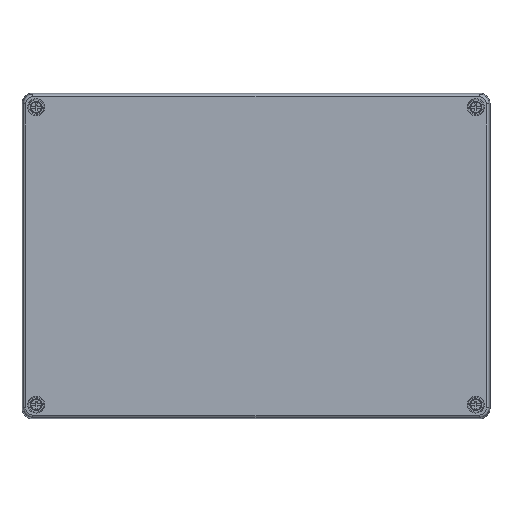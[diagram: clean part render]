
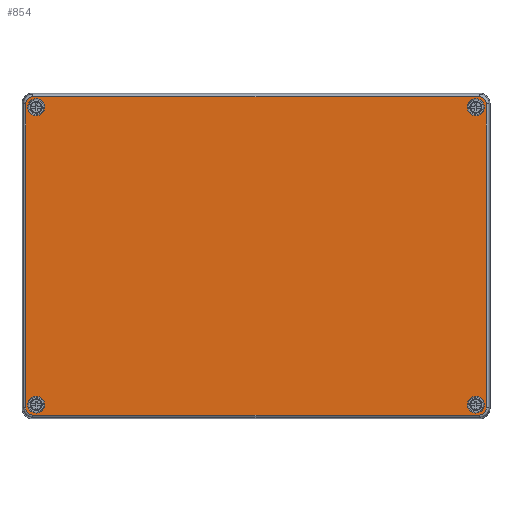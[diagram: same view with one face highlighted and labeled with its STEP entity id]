
A CAD part, top view. The second image highlights one B-rep face of the part: STEP entity #854.
In plain terms, the highlighted planar face has unit normal (0, 0, 1).
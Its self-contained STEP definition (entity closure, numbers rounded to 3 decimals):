
#854 = ADVANCED_FACE( '', ( #2010, #2011, #2012, #2013, #2014 ), #2015, .F. );
#2010 = FACE_BOUND( '', #3535, .T. );
#2011 = FACE_BOUND( '', #3536, .T. );
#2012 = FACE_BOUND( '', #3537, .T. );
#2013 = FACE_BOUND( '', #3538, .T. );
#2014 = FACE_OUTER_BOUND( '', #3539, .T. );
#2015 = PLANE( '', #3540 );
#3535 = EDGE_LOOP( '', ( #5780 ) );
#3536 = EDGE_LOOP( '', ( #5781 ) );
#3537 = EDGE_LOOP( '', ( #5782 ) );
#3538 = EDGE_LOOP( '', ( #5783 ) );
#3539 = EDGE_LOOP( '', ( #5784, #5785, #5786, #5787, #5788, #5789, #5790, #5791 ) );
#3540 = AXIS2_PLACEMENT_3D( '', #5792, #5793, #5794 );
#5780 = ORIENTED_EDGE( '', *, *, #8375, .T. );
#5781 = ORIENTED_EDGE( '', *, *, #8704, .T. );
#5782 = ORIENTED_EDGE( '', *, *, #8170, .T. );
#5783 = ORIENTED_EDGE( '', *, *, #8705, .T. );
#5784 = ORIENTED_EDGE( '', *, *, #8086, .T. );
#5785 = ORIENTED_EDGE( '', *, *, #8706, .F. );
#5786 = ORIENTED_EDGE( '', *, *, #8707, .T. );
#5787 = ORIENTED_EDGE( '', *, *, #8708, .F. );
#5788 = ORIENTED_EDGE( '', *, *, #8709, .F. );
#5789 = ORIENTED_EDGE( '', *, *, #8430, .T. );
#5790 = ORIENTED_EDGE( '', *, *, #8416, .F. );
#5791 = ORIENTED_EDGE( '', *, *, #8710, .T. );
#5792 = CARTESIAN_POINT( '', ( 185., 131.978, 41. ) );
#5793 = DIRECTION( '', ( 0., 0., -1. ) );
#5794 = DIRECTION( '', ( -1., 0., 0. ) );
#8086 = EDGE_CURVE( '', #9484, #9485, #9486, .T. );
#8170 = EDGE_CURVE( '', #9635, #9635, #9636, .T. );
#8375 = EDGE_CURVE( '', #9984, #9984, #9985, .T. );
#8416 = EDGE_CURVE( '', #10042, #10044, #10045, .T. );
#8430 = EDGE_CURVE( '', #10065, #10044, #10066, .T. );
#8704 = EDGE_CURVE( '', #10491, #10491, #10492, .T. );
#8705 = EDGE_CURVE( '', #10493, #10493, #10494, .T. );
#8706 = EDGE_CURVE( '', #10495, #9485, #10496, .T. );
#8707 = EDGE_CURVE( '', #10495, #10497, #10498, .T. );
#8708 = EDGE_CURVE( '', #10499, #10497, #10500, .T. );
#8709 = EDGE_CURVE( '', #10065, #10499, #10501, .T. );
#8710 = EDGE_CURVE( '', #10042, #9484, #10502, .T. );
#9484 = VERTEX_POINT( '', #11493 );
#9485 = VERTEX_POINT( '', #11494 );
#9486 = CIRCLE( '', #11495, 5.978 );
#9635 = VERTEX_POINT( '', #11696 );
#9636 = CIRCLE( '', #11697, 7.036 );
#9984 = VERTEX_POINT( '', #12129 );
#9985 = CIRCLE( '', #12130, 7.036 );
#10042 = VERTEX_POINT( '', #12203 );
#10044 = VERTEX_POINT( '', #12205 );
#10045 = CIRCLE( '', #12206, 5.978 );
#10065 = VERTEX_POINT( '', #12231 );
#10066 = LINE( '', #12232, #12233 );
#10491 = VERTEX_POINT( '', #12774 );
#10492 = CIRCLE( '', #12775, 7.036 );
#10493 = VERTEX_POINT( '', #12776 );
#10494 = CIRCLE( '', #12777, 7.036 );
#10495 = VERTEX_POINT( '', #12778 );
#10496 = LINE( '', #12779, #12780 );
#10497 = VERTEX_POINT( '', #12781 );
#10498 = CIRCLE( '', #12782, 5.978 );
#10499 = VERTEX_POINT( '', #12783 );
#10500 = LINE( '', #12784, #12785 );
#10501 = CIRCLE( '', #12786, 5.978 );
#10502 = LINE( '', #12787, #12788 );
#11493 = CARTESIAN_POINT( '', ( -190.978, -126., 41. ) );
#11494 = CARTESIAN_POINT( '', ( -185., -131.978, 41. ) );
#11495 = AXIS2_PLACEMENT_3D( '', #13916, #13917, #13918 );
#11696 = CARTESIAN_POINT( '', ( 175.264, -123.3, 41. ) );
#11697 = AXIS2_PLACEMENT_3D( '', #14061, #14062, #14063 );
#12129 = CARTESIAN_POINT( '', ( -189.336, -123.3, 41. ) );
#12130 = AXIS2_PLACEMENT_3D( '', #14380, #14381, #14382 );
#12203 = CARTESIAN_POINT( '', ( -190.978, 126., 41. ) );
#12205 = CARTESIAN_POINT( '', ( -185., 131.978, 41. ) );
#12206 = AXIS2_PLACEMENT_3D( '', #14432, #14433, #14434 );
#12231 = CARTESIAN_POINT( '', ( 185., 131.978, 41. ) );
#12232 = CARTESIAN_POINT( '', ( 185., 131.978, 41. ) );
#12233 = VECTOR( '', #14452, 1000. );
#12774 = CARTESIAN_POINT( '', ( -189.336, 123.3, 41. ) );
#12775 = AXIS2_PLACEMENT_3D( '', #14834, #14835, #14836 );
#12776 = CARTESIAN_POINT( '', ( 175.264, 123.3, 41. ) );
#12777 = AXIS2_PLACEMENT_3D( '', #14837, #14838, #14839 );
#12778 = CARTESIAN_POINT( '', ( 185., -131.978, 41. ) );
#12779 = CARTESIAN_POINT( '', ( 185., -131.978, 41. ) );
#12780 = VECTOR( '', #14840, 1000. );
#12781 = CARTESIAN_POINT( '', ( 190.978, -126., 41. ) );
#12782 = AXIS2_PLACEMENT_3D( '', #14841, #14842, #14843 );
#12783 = CARTESIAN_POINT( '', ( 190.978, 126., 41. ) );
#12784 = CARTESIAN_POINT( '', ( 190.978, 126., 41. ) );
#12785 = VECTOR( '', #14844, 1000. );
#12786 = AXIS2_PLACEMENT_3D( '', #14845, #14846, #14847 );
#12787 = CARTESIAN_POINT( '', ( -190.978, 126., 41. ) );
#12788 = VECTOR( '', #14848, 1000. );
#13916 = CARTESIAN_POINT( '', ( -185., -126., 41. ) );
#13917 = DIRECTION( '', ( 0., 0., 1. ) );
#13918 = DIRECTION( '', ( 1., 0., 0. ) );
#14061 = CARTESIAN_POINT( '', ( 182.3, -123.3, 41. ) );
#14062 = DIRECTION( '', ( 0., 0., -1. ) );
#14063 = DIRECTION( '', ( -1., 0., 0. ) );
#14380 = CARTESIAN_POINT( '', ( -182.3, -123.3, 41. ) );
#14381 = DIRECTION( '', ( 0., 0., -1. ) );
#14382 = DIRECTION( '', ( -1., 0., 0. ) );
#14432 = CARTESIAN_POINT( '', ( -185., 126., 41. ) );
#14433 = DIRECTION( '', ( 0., 0., -1. ) );
#14434 = DIRECTION( '', ( -1., 0., 0. ) );
#14452 = DIRECTION( '', ( -1., 0., 0. ) );
#14834 = CARTESIAN_POINT( '', ( -182.3, 123.3, 41. ) );
#14835 = DIRECTION( '', ( 0., 0., -1. ) );
#14836 = DIRECTION( '', ( -1., 0., 0. ) );
#14837 = CARTESIAN_POINT( '', ( 182.3, 123.3, 41. ) );
#14838 = DIRECTION( '', ( 0., 0., -1. ) );
#14839 = DIRECTION( '', ( -1., 0., 0. ) );
#14840 = DIRECTION( '', ( -1., 0., 0. ) );
#14841 = CARTESIAN_POINT( '', ( 185., -126., 41. ) );
#14842 = DIRECTION( '', ( 0., 0., 1. ) );
#14843 = DIRECTION( '', ( 1., 0., 0. ) );
#14844 = DIRECTION( '', ( 0., -1., 0. ) );
#14845 = CARTESIAN_POINT( '', ( 185., 126., 41. ) );
#14846 = DIRECTION( '', ( 0., 0., -1. ) );
#14847 = DIRECTION( '', ( -1., 0., 0. ) );
#14848 = DIRECTION( '', ( 0., -1., 0. ) );
